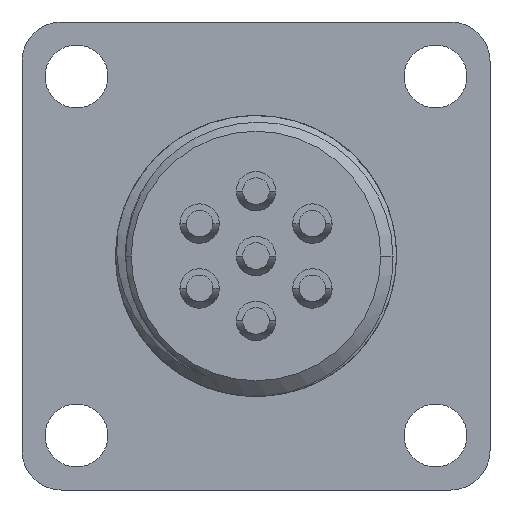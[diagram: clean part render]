
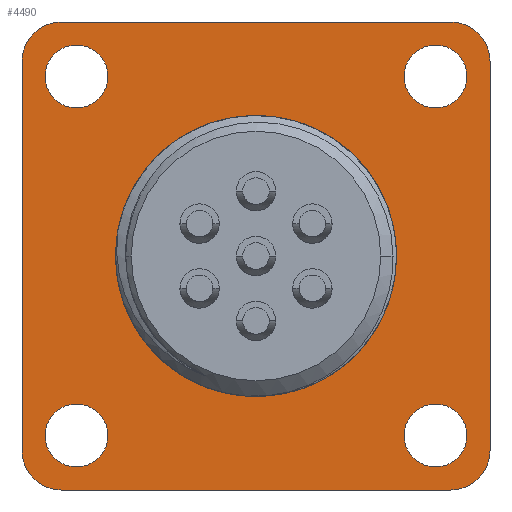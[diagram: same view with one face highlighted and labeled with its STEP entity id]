
A CAD part, front view. The second image highlights one B-rep face of the part: STEP entity #4490.
In plain terms, the highlighted planar face has unit normal (0, -1, 0).
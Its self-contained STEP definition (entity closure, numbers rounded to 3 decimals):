
#826=CARTESIAN_POINT('',(9.9,-2.3,9.9));
#827=DIRECTION('',(0.,-1.,0.));
#828=DIRECTION('',(1.,0.,0.));
#829=AXIS2_PLACEMENT_3D('',#826,#827,#828);
#831=DIRECTION('',(0.,0.,1.));
#832=VECTOR('',#831,19.8);
#833=CARTESIAN_POINT('',(11.9,-2.3,-9.9));
#834=LINE('',#833,#832);
#835=CARTESIAN_POINT('',(9.9,-2.3,-9.9));
#836=DIRECTION('',(0.,-1.,0.));
#837=DIRECTION('',(0.,0.,-1.));
#838=AXIS2_PLACEMENT_3D('',#835,#836,#837);
#840=DIRECTION('',(1.,0.,0.));
#841=VECTOR('',#840,19.8);
#842=CARTESIAN_POINT('',(-9.9,-2.3,-11.9));
#843=LINE('',#842,#841);
#844=CARTESIAN_POINT('',(-9.9,-2.3,-9.9));
#845=DIRECTION('',(0.,-1.,0.));
#846=DIRECTION('',(-1.,0.,0.));
#847=AXIS2_PLACEMENT_3D('',#844,#845,#846);
#849=DIRECTION('',(0.,0.,-1.));
#850=VECTOR('',#849,19.8);
#851=CARTESIAN_POINT('',(-11.9,-2.3,9.9));
#852=LINE('',#851,#850);
#853=CARTESIAN_POINT('',(-9.9,-2.3,9.9));
#854=DIRECTION('',(0.,-1.,0.));
#855=DIRECTION('',(0.,0.,1.));
#856=AXIS2_PLACEMENT_3D('',#853,#854,#855);
#858=DIRECTION('',(-1.,0.,0.));
#859=VECTOR('',#858,19.8);
#860=CARTESIAN_POINT('',(9.9,-2.3,11.9));
#861=LINE('',#860,#859);
#862=CARTESIAN_POINT('',(9.13,-2.3,9.13));
#863=DIRECTION('',(0.,1.,0.));
#864=DIRECTION('',(0.,0.,-1.));
#865=AXIS2_PLACEMENT_3D('',#862,#863,#864);
#867=CARTESIAN_POINT('',(9.13,-2.3,9.13));
#868=DIRECTION('',(0.,1.,0.));
#869=DIRECTION('',(0.,0.,1.));
#870=AXIS2_PLACEMENT_3D('',#867,#868,#869);
#872=CARTESIAN_POINT('',(9.13,-2.3,-9.13));
#873=DIRECTION('',(0.,1.,0.));
#874=DIRECTION('',(0.,0.,-1.));
#875=AXIS2_PLACEMENT_3D('',#872,#873,#874);
#877=CARTESIAN_POINT('',(9.13,-2.3,-9.13));
#878=DIRECTION('',(0.,1.,0.));
#879=DIRECTION('',(0.,0.,1.));
#880=AXIS2_PLACEMENT_3D('',#877,#878,#879);
#882=CARTESIAN_POINT('',(-9.13,-2.3,-9.13));
#883=DIRECTION('',(0.,1.,0.));
#884=DIRECTION('',(0.,0.,-1.));
#885=AXIS2_PLACEMENT_3D('',#882,#883,#884);
#887=CARTESIAN_POINT('',(-9.13,-2.3,-9.13));
#888=DIRECTION('',(0.,1.,0.));
#889=DIRECTION('',(0.,0.,1.));
#890=AXIS2_PLACEMENT_3D('',#887,#888,#889);
#892=CARTESIAN_POINT('',(-9.13,-2.3,9.13));
#893=DIRECTION('',(0.,1.,0.));
#894=DIRECTION('',(0.,0.,-1.));
#895=AXIS2_PLACEMENT_3D('',#892,#893,#894);
#897=CARTESIAN_POINT('',(-9.13,-2.3,9.13));
#898=DIRECTION('',(0.,1.,0.));
#899=DIRECTION('',(0.,0.,1.));
#900=AXIS2_PLACEMENT_3D('',#897,#898,#899);
#902=CARTESIAN_POINT('',(0.,-2.3,0.));
#903=DIRECTION('',(0.,-1.,0.));
#904=DIRECTION('',(1.,0.,0.));
#905=AXIS2_PLACEMENT_3D('',#902,#903,#904);
#907=CARTESIAN_POINT('',(0.,-2.3,0.));
#908=DIRECTION('',(0.,-1.,0.));
#909=DIRECTION('',(-1.,0.,0.));
#910=AXIS2_PLACEMENT_3D('',#907,#908,#909);
#3059=CARTESIAN_POINT('',(9.13,-2.3,7.53));
#3060=CARTESIAN_POINT('',(9.13,-2.3,10.73));
#3061=VERTEX_POINT('',#3059);
#3062=VERTEX_POINT('',#3060);
#3063=CARTESIAN_POINT('',(9.13,-2.3,-10.73));
#3064=CARTESIAN_POINT('',(9.13,-2.3,-7.53));
#3065=VERTEX_POINT('',#3063);
#3066=VERTEX_POINT('',#3064);
#3067=CARTESIAN_POINT('',(-9.13,-2.3,-10.73));
#3068=CARTESIAN_POINT('',(-9.13,-2.3,-7.53));
#3069=VERTEX_POINT('',#3067);
#3070=VERTEX_POINT('',#3068);
#3071=CARTESIAN_POINT('',(-9.13,-2.3,7.53));
#3072=CARTESIAN_POINT('',(-9.13,-2.3,10.73));
#3073=VERTEX_POINT('',#3071);
#3074=VERTEX_POINT('',#3072);
#3075=CARTESIAN_POINT('',(11.9,-2.3,9.9));
#3076=CARTESIAN_POINT('',(9.9,-2.3,11.9));
#3077=VERTEX_POINT('',#3075);
#3078=VERTEX_POINT('',#3076);
#3079=CARTESIAN_POINT('',(-9.9,-2.3,11.9));
#3080=VERTEX_POINT('',#3079);
#3081=CARTESIAN_POINT('',(-11.9,-2.3,9.9));
#3082=VERTEX_POINT('',#3081);
#3083=CARTESIAN_POINT('',(-11.9,-2.3,-9.9));
#3084=VERTEX_POINT('',#3083);
#3085=CARTESIAN_POINT('',(-9.9,-2.3,-11.9));
#3086=VERTEX_POINT('',#3085);
#3087=CARTESIAN_POINT('',(9.9,-2.3,-11.9));
#3088=VERTEX_POINT('',#3087);
#3089=CARTESIAN_POINT('',(11.9,-2.3,-9.9));
#3090=VERTEX_POINT('',#3089);
#3105=CARTESIAN_POINT('',(7.144,-2.3,0.));
#3107=VERTEX_POINT('',#3105);
#3135=CARTESIAN_POINT('',(-7.144,-2.3,0.));
#3136=VERTEX_POINT('',#3135);
#4445=CARTESIAN_POINT('',(0.,-2.3,0.));
#4446=DIRECTION('',(0.,-1.,0.));
#4447=DIRECTION('',(0.,0.,-1.));
#4448=AXIS2_PLACEMENT_3D('',#4445,#4446,#4447);
#4449=PLANE('',#4448);
#4450=ORIENTED_EDGE('',*,*,#4341,.F.);
#4451=ORIENTED_EDGE('',*,*,#4356,.F.);
#4452=ORIENTED_EDGE('',*,*,#4370,.F.);
#4453=ORIENTED_EDGE('',*,*,#4384,.F.);
#4454=ORIENTED_EDGE('',*,*,#4398,.F.);
#4455=ORIENTED_EDGE('',*,*,#4412,.F.);
#4456=ORIENTED_EDGE('',*,*,#4426,.F.);
#4457=ORIENTED_EDGE('',*,*,#4439,.F.);
#4458=EDGE_LOOP('',(#4450,#4451,#4452,#4453,#4454,#4455,#4456,#4457));
#4459=FACE_OUTER_BOUND('',#4458,.F.);
#4461=ORIENTED_EDGE('',*,*,#4460,.F.);
#4463=ORIENTED_EDGE('',*,*,#4462,.F.);
#4464=EDGE_LOOP('',(#4461,#4463));
#4465=FACE_BOUND('',#4464,.F.);
#4467=ORIENTED_EDGE('',*,*,#4466,.F.);
#4469=ORIENTED_EDGE('',*,*,#4468,.F.);
#4470=EDGE_LOOP('',(#4467,#4469));
#4471=FACE_BOUND('',#4470,.F.);
#4473=ORIENTED_EDGE('',*,*,#4472,.F.);
#4475=ORIENTED_EDGE('',*,*,#4474,.F.);
#4476=EDGE_LOOP('',(#4473,#4475));
#4477=FACE_BOUND('',#4476,.F.);
#4479=ORIENTED_EDGE('',*,*,#4478,.F.);
#4481=ORIENTED_EDGE('',*,*,#4480,.F.);
#4482=EDGE_LOOP('',(#4479,#4481));
#4483=FACE_BOUND('',#4482,.F.);
#4485=ORIENTED_EDGE('',*,*,#4484,.T.);
#4487=ORIENTED_EDGE('',*,*,#4486,.T.);
#4488=EDGE_LOOP('',(#4485,#4487));
#4489=FACE_BOUND('',#4488,.F.);
#4490=ADVANCED_FACE('',(#4459,#4465,#4471,#4477,#4483,#4489),#4449,.T.);
#830=CIRCLE('',#829,2.);
#839=CIRCLE('',#838,2.);
#848=CIRCLE('',#847,2.);
#857=CIRCLE('',#856,2.);
#866=CIRCLE('',#865,1.6);
#871=CIRCLE('',#870,1.6);
#876=CIRCLE('',#875,1.6);
#881=CIRCLE('',#880,1.6);
#886=CIRCLE('',#885,1.6);
#891=CIRCLE('',#890,1.6);
#896=CIRCLE('',#895,1.6);
#901=CIRCLE('',#900,1.6);
#906=CIRCLE('',#905,7.144);
#911=CIRCLE('',#910,7.144);
#4341=EDGE_CURVE('',#3077,#3078,#830,.T.);
#4356=EDGE_CURVE('',#3090,#3077,#834,.T.);
#4370=EDGE_CURVE('',#3088,#3090,#839,.T.);
#4384=EDGE_CURVE('',#3086,#3088,#843,.T.);
#4398=EDGE_CURVE('',#3084,#3086,#848,.T.);
#4412=EDGE_CURVE('',#3082,#3084,#852,.T.);
#4426=EDGE_CURVE('',#3080,#3082,#857,.T.);
#4439=EDGE_CURVE('',#3078,#3080,#861,.T.);
#4460=EDGE_CURVE('',#3061,#3062,#866,.T.);
#4462=EDGE_CURVE('',#3062,#3061,#871,.T.);
#4466=EDGE_CURVE('',#3065,#3066,#876,.T.);
#4468=EDGE_CURVE('',#3066,#3065,#881,.T.);
#4472=EDGE_CURVE('',#3069,#3070,#886,.T.);
#4474=EDGE_CURVE('',#3070,#3069,#891,.T.);
#4478=EDGE_CURVE('',#3073,#3074,#896,.T.);
#4480=EDGE_CURVE('',#3074,#3073,#901,.T.);
#4484=EDGE_CURVE('',#3107,#3136,#906,.T.);
#4486=EDGE_CURVE('',#3136,#3107,#911,.T.);
